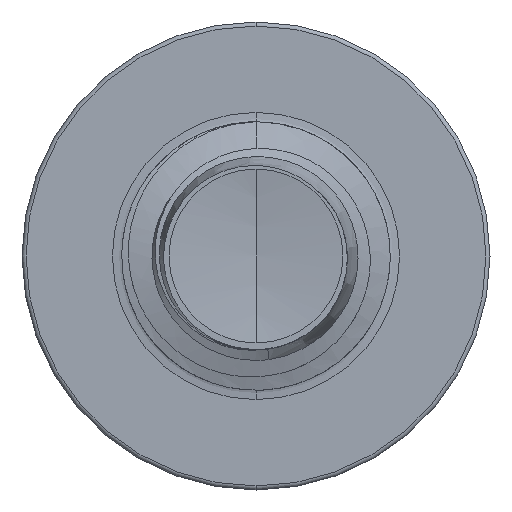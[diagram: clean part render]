
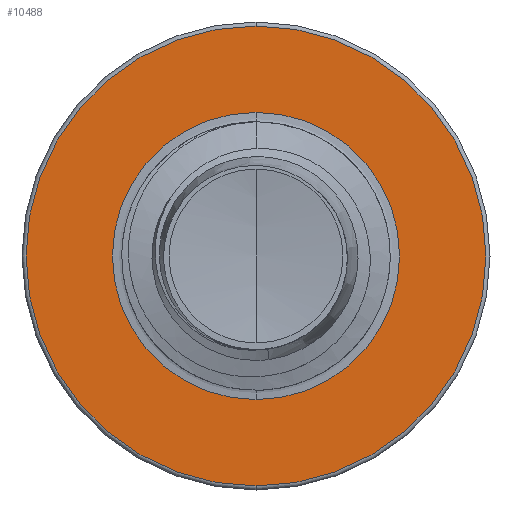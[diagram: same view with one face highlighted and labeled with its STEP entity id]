
A CAD part, front view. The second image highlights one B-rep face of the part: STEP entity #10488.
In plain terms, the highlighted planar face has unit normal (0, -1, 0).
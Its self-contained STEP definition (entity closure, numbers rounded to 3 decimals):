
#562 = CARTESIAN_POINT ( 'NONE',  ( 0., 6.5, -1.872 ) ) ;
#969 = CIRCLE ( 'NONE', #8459, 2.998 ) ;
#1135 = ORIENTED_EDGE ( 'NONE', *, *, #12632, .F. ) ;
#1375 = CARTESIAN_POINT ( 'NONE',  ( 0., 6.5, -2.997 ) ) ;
#2148 = ORIENTED_EDGE ( 'NONE', *, *, #14797, .T. ) ;
#2492 = VERTEX_POINT ( 'NONE', #562 ) ;
#2627 = CIRCLE ( 'NONE', #11685, 1.872 ) ;
#2847 = DIRECTION ( 'NONE',  ( 0., 1., 0. ) ) ;
#3222 = DIRECTION ( 'NONE',  ( 0., 0., 1. ) ) ;
#3298 = FACE_OUTER_BOUND ( 'NONE', #5931, .T. ) ;
#3576 = EDGE_CURVE ( 'NONE', #2492, #9359, #10534, .T. ) ;
#4382 = ORIENTED_EDGE ( 'NONE', *, *, #3576, .T. ) ;
#4509 = CARTESIAN_POINT ( 'NONE',  ( 0., 6.5, 1.872 ) ) ;
#5733 = VERTEX_POINT ( 'NONE', #10255 ) ;
#5776 = DIRECTION ( 'NONE',  ( 0., 1., 0. ) ) ;
#5888 = ORIENTED_EDGE ( 'NONE', *, *, #14420, .F. ) ;
#5931 = EDGE_LOOP ( 'NONE', ( #5888, #1135 ) ) ;
#6200 = CARTESIAN_POINT ( 'NONE',  ( 0., 6.5, 0. ) ) ;
#6209 = FACE_BOUND ( 'NONE', #8985, .T. ) ;
#6332 = AXIS2_PLACEMENT_3D ( 'NONE', #10047, #2847, #11157 ) ;
#6503 = AXIS2_PLACEMENT_3D ( 'NONE', #11405, #10347, #3222 ) ;
#7372 = DIRECTION ( 'NONE',  ( 0., 0., 1. ) ) ;
#7898 = DIRECTION ( 'NONE',  ( 0., 0., 1. ) ) ;
#7914 = DIRECTION ( 'NONE',  ( 0., 1., 0. ) ) ;
#7927 = CARTESIAN_POINT ( 'NONE',  ( 0., 6.5, 0. ) ) ;
#8459 = AXIS2_PLACEMENT_3D ( 'NONE', #6200, #13730, #7372 ) ;
#8985 = EDGE_LOOP ( 'NONE', ( #2148, #4382 ) ) ;
#9156 = PLANE ( 'NONE',  #6503 ) ;
#9359 = VERTEX_POINT ( 'NONE', #4509 ) ;
#10047 = CARTESIAN_POINT ( 'NONE',  ( 0., 6.5, 0. ) ) ;
#10077 = AXIS2_PLACEMENT_3D ( 'NONE', #7927, #7914, #7898 ) ;
#10255 = CARTESIAN_POINT ( 'NONE',  ( 0., 6.5, 2.998 ) ) ;
#10347 = DIRECTION ( 'NONE',  ( 0., 1., 0. ) ) ;
#10488 = ADVANCED_FACE ( 'NONE', ( #3298, #6209 ), #9156, .F. ) ;
#10534 = CIRCLE ( 'NONE', #10077, 1.872 ) ;
#11093 = VERTEX_POINT ( 'NONE', #1375 ) ;
#11157 = DIRECTION ( 'NONE',  ( 0., 0., 1. ) ) ;
#11405 = CARTESIAN_POINT ( 'NONE',  ( 0., 6.5, -1.872 ) ) ;
#11685 = AXIS2_PLACEMENT_3D ( 'NONE', #12537, #5776, #13386 ) ;
#12537 = CARTESIAN_POINT ( 'NONE',  ( 0., 6.5, 0. ) ) ;
#12632 = EDGE_CURVE ( 'NONE', #11093, #5733, #969, .T. ) ;
#13386 = DIRECTION ( 'NONE',  ( 0., 0., 1. ) ) ;
#13730 = DIRECTION ( 'NONE',  ( 0., 1., 0. ) ) ;
#14420 = EDGE_CURVE ( 'NONE', #5733, #11093, #14612, .T. ) ;
#14612 = CIRCLE ( 'NONE', #6332, 2.998 ) ;
#14797 = EDGE_CURVE ( 'NONE', #9359, #2492, #2627, .T. ) ;
